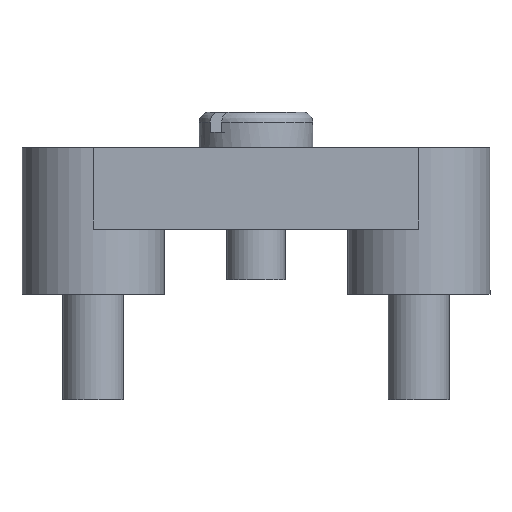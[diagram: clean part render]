
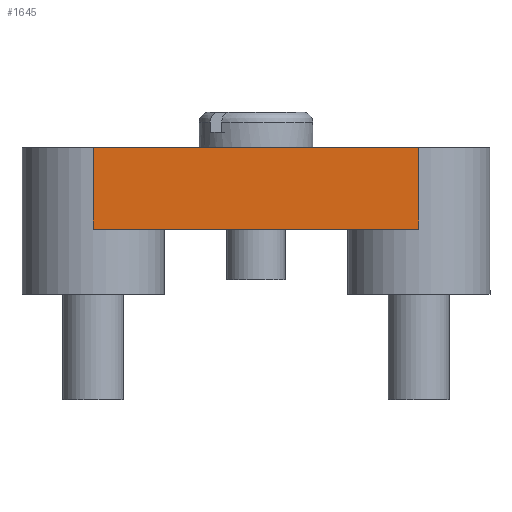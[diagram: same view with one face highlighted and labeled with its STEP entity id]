
A CAD part, left-side view. The second image highlights one B-rep face of the part: STEP entity #1645.
In plain terms, the highlighted planar face has unit normal (-1, 0, 0).
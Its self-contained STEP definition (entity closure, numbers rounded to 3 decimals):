
#1468=FACE_OUTER_BOUND('',#2177,.T.);
#1645=ADVANCED_FACE('',(#1468),#1850,.T.);
#1850=PLANE('',#6015);
#2177=EDGE_LOOP('',(#2614,#2615,#2616,#2617));
#2614=ORIENTED_EDGE('',*,*,#3922,.F.);
#2615=ORIENTED_EDGE('',*,*,#3921,.F.);
#2616=ORIENTED_EDGE('',*,*,#3837,.F.);
#2617=ORIENTED_EDGE('',*,*,#3923,.T.);
#3479=VERTEX_POINT('',#7696);
#3480=VERTEX_POINT('',#7698);
#3546=VERTEX_POINT('',#7876);
#3547=VERTEX_POINT('',#7880);
#3837=EDGE_CURVE('',#3479,#3480,#4846,.T.);
#3921=EDGE_CURVE('',#3480,#3546,#4904,.T.);
#3922=EDGE_CURVE('',#3546,#3547,#4905,.T.);
#3923=EDGE_CURVE('',#3479,#3547,#4906,.T.);
#4846=LINE('',#7697,#5241);
#4904=LINE('',#7877,#5299);
#4905=LINE('',#7879,#5300);
#4906=LINE('',#7881,#5301);
#5241=VECTOR('',#6473,1.);
#5299=VECTOR('',#6641,1.);
#5300=VECTOR('',#6644,1.);
#5301=VECTOR('',#6645,1.);
#6015=AXIS2_PLACEMENT_3D('',#7882,#6646,#6647);
#6473=DIRECTION('',(0.,-1.,0.));
#6641=DIRECTION('',(0.,0.,-1.));
#6644=DIRECTION('',(0.,1.,0.));
#6645=DIRECTION('',(0.,0.,-1.));
#6646=DIRECTION('',(-1.,0.,0.));
#6647=DIRECTION('',(0.,-1.,0.));
#7696=CARTESIAN_POINT('',(-28.5,8.,4.));
#7697=CARTESIAN_POINT('',(-28.5,8.,4.));
#7698=CARTESIAN_POINT('',(-28.5,-8.,4.));
#7876=CARTESIAN_POINT('',(-28.5,-8.,0.));
#7877=CARTESIAN_POINT('',(-28.5,-8.,4.));
#7879=CARTESIAN_POINT('',(-28.5,-8.,0.));
#7880=CARTESIAN_POINT('',(-28.5,8.,0.));
#7881=CARTESIAN_POINT('',(-28.5,8.,4.));
#7882=CARTESIAN_POINT('',(-28.5,8.,0.));
